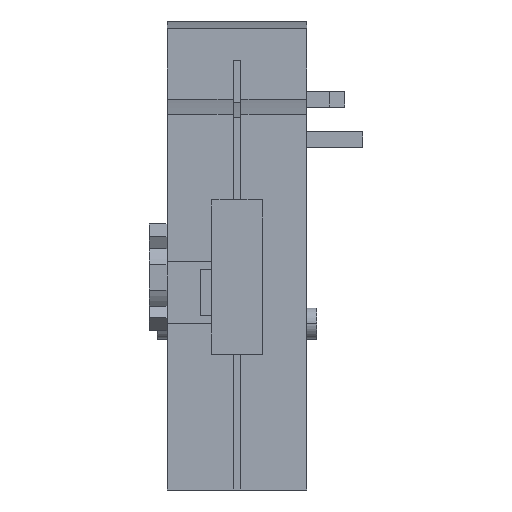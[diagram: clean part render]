
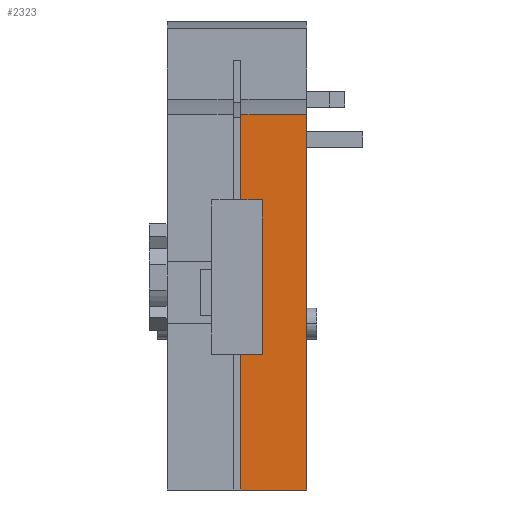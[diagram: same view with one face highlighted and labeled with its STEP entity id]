
A CAD part, front view. The second image highlights one B-rep face of the part: STEP entity #2323.
In plain terms, the highlighted planar face has unit normal (0, -1, 0).
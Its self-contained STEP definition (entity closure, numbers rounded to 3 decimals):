
#2323=ADVANCED_FACE('',(#6241),#6242,.T.);
#4669=VERTEX_POINT('',#8697);
#4671=VERTEX_POINT('',#8699);
#4673=EDGE_CURVE('',#4669,#4671,#8701,.T.);
#4675=VERTEX_POINT('',#8703);
#4677=EDGE_CURVE('',#4675,#4669,#8705,.T.);
#4679=VERTEX_POINT('',#8707);
#4681=EDGE_CURVE('',#4679,#4675,#8709,.T.);
#4683=VERTEX_POINT('',#8711);
#4685=EDGE_CURVE('',#4679,#4683,#8713,.T.);
#4687=VERTEX_POINT('',#8715);
#4689=EDGE_CURVE('',#4683,#4687,#8717,.T.);
#4691=VERTEX_POINT('',#8719);
#4693=EDGE_CURVE('',#4691,#4687,#8721,.F.);
#4695=VERTEX_POINT('',#8723);
#4697=EDGE_CURVE('',#4695,#4691,#8725,.F.);
#4699=EDGE_CURVE('',#4695,#4671,#8727,.T.);
#6241=FACE_OUTER_BOUND('',#10263,.T.);
#6242=PLANE('',#10264);
#8697=CARTESIAN_POINT('',(14.6,0.0,37.5));
#8699=CARTESIAN_POINT('',(11.85,0.0,37.5));
#8701=LINE('',#14439,#14440);
#8703=CARTESIAN_POINT('',(14.6,0.0,17.5));
#8705=LINE('',#14445,#14446);
#8707=CARTESIAN_POINT('',(11.85,0.0,17.5));
#8709=LINE('',#14451,#14452);
#8711=CARTESIAN_POINT('',(11.85,0.0,0.0));
#8713=LINE('',#14457,#14458);
#8715=CARTESIAN_POINT('',(20.35,0.0,0.0));
#8717=LINE('',#14463,#14464);
#8719=CARTESIAN_POINT('',(20.35,0.0,48.554));
#8721=LINE('',#14469,#14470);
#8723=CARTESIAN_POINT('',(11.85,0.0,48.554));
#8725=LINE('',#14475,#14476);
#8727=LINE('',#14479,#14480);
#10263=EDGE_LOOP('',(#18161,#18162,#18163,#18164,#18165,#18166,#18167,#18168));
#10264=AXIS2_PLACEMENT_3D('',#18169,#18170,#18171);
#14439=CARTESIAN_POINT('',(8.475,0.0,37.5));
#14440=VECTOR('',#19936,1.0);
#14445=CARTESIAN_POINT('',(14.6,0.0,33.027));
#14446=VECTOR('',#19937,1.0);
#14451=CARTESIAN_POINT('',(5.225,0.0,17.5));
#14452=VECTOR('',#19938,1.0);
#14457=CARTESIAN_POINT('',(11.85,0.0,24.277));
#14458=VECTOR('',#19939,1.0);
#14463=CARTESIAN_POINT('',(2.35,0.0,0.0));
#14464=VECTOR('',#19940,1.0);
#14469=CARTESIAN_POINT('',(20.35,0.0,24.277));
#14470=VECTOR('',#19941,1.0);
#14475=CARTESIAN_POINT('',(2.35,0.0,48.554));
#14476=VECTOR('',#19942,1.0);
#14479=CARTESIAN_POINT('',(11.85,0.0,24.277));
#14480=VECTOR('',#19943,1.0);
#18161=ORIENTED_EDGE('',*,*,#4673,.F.);
#18162=ORIENTED_EDGE('',*,*,#4677,.F.);
#18163=ORIENTED_EDGE('',*,*,#4681,.F.);
#18164=ORIENTED_EDGE('',*,*,#4685,.T.);
#18165=ORIENTED_EDGE('',*,*,#4689,.T.);
#18166=ORIENTED_EDGE('',*,*,#4693,.F.);
#18167=ORIENTED_EDGE('',*,*,#4697,.F.);
#18168=ORIENTED_EDGE('',*,*,#4699,.T.);
#18169=CARTESIAN_POINT('',(2.35,0.0,48.554));
#18170=DIRECTION('',(0.0,-1.0,0.0));
#18171=DIRECTION('',(0.0,0.0,1.0));
#19936=DIRECTION('',(-1.0,0.0,0.0));
#19937=DIRECTION('',(0.0,0.0,1.0));
#19938=DIRECTION('',(1.0,0.0,0.0));
#19939=DIRECTION('',(0.0,0.0,-1.0));
#19940=DIRECTION('',(1.0,0.0,0.0));
#19941=DIRECTION('',(0.0,0.0,1.0));
#19942=DIRECTION('',(-1.0,0.0,0.0));
#19943=DIRECTION('',(0.0,0.0,-1.0));
